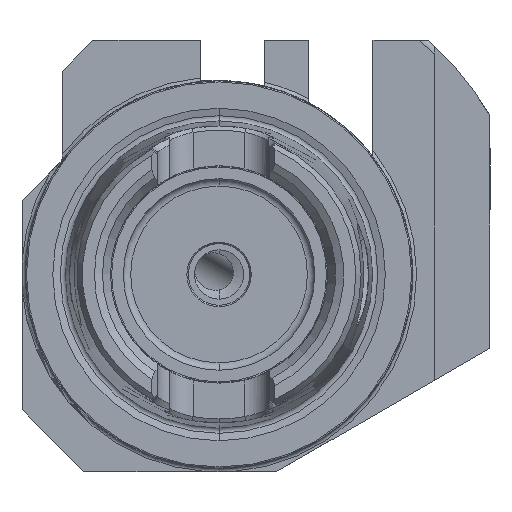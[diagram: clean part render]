
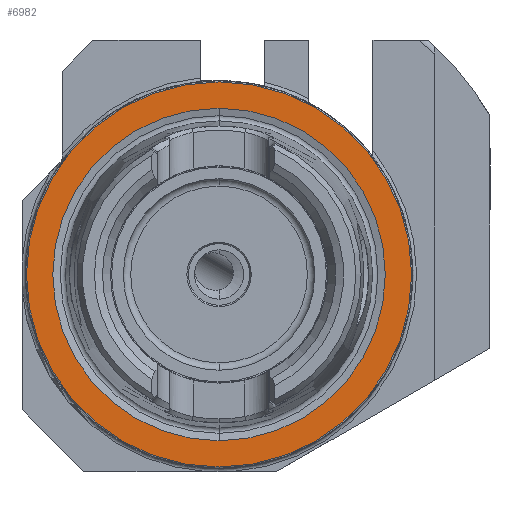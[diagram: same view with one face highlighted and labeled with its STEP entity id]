
A CAD part, left-side view. The second image highlights one B-rep face of the part: STEP entity #6982.
In plain terms, the highlighted planar face has unit normal (-1, 0, 0).
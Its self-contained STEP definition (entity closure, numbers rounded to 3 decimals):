
#128 = VERTEX_POINT ( 'NONE', #9986 ) ;
#408 = FACE_BOUND ( 'NONE', #9581, .T. ) ;
#440 = EDGE_CURVE ( 'NONE', #5552, #5843, #10611, .T. ) ;
#1137 = DIRECTION ( 'NONE',  ( 0., 0., -1. ) ) ;
#1316 = CARTESIAN_POINT ( 'NONE',  ( 0., 0., 0. ) ) ;
#1647 = DIRECTION ( 'NONE',  ( 0., 0., 1. ) ) ;
#1798 = AXIS2_PLACEMENT_3D ( 'NONE', #4750, #4487, #11612 ) ;
#1921 = EDGE_CURVE ( 'NONE', #128, #6000, #9340, .T. ) ;
#1946 = CARTESIAN_POINT ( 'NONE',  ( 0., 0., -27. ) ) ;
#2059 = ORIENTED_EDGE ( 'NONE', *, *, #10789, .T. ) ;
#2103 = CARTESIAN_POINT ( 'NONE',  ( 0., 31.275, 0. ) ) ;
#2114 = CARTESIAN_POINT ( 'NONE',  ( 0., 0., -31.275 ) ) ;
#2277 = ORIENTED_EDGE ( 'NONE', *, *, #1921, .F. ) ;
#4487 = DIRECTION ( 'NONE',  ( -1., 0., 0. ) ) ;
#4539 = AXIS2_PLACEMENT_3D ( 'NONE', #4878, #11270, #5804 ) ;
#4750 = CARTESIAN_POINT ( 'NONE',  ( 0., 0., 0. ) ) ;
#4878 = CARTESIAN_POINT ( 'NONE',  ( 0., 0., 0. ) ) ;
#4879 = CARTESIAN_POINT ( 'NONE',  ( 0., 0., 31.275 ) ) ;
#5086 = CARTESIAN_POINT ( 'NONE',  ( 0., 0., 0. ) ) ;
#5552 = VERTEX_POINT ( 'NONE', #2114 ) ;
#5596 = CIRCLE ( 'NONE', #11231, 31.275 ) ;
#5637 = ORIENTED_EDGE ( 'NONE', *, *, #8785, .F. ) ;
#5804 = DIRECTION ( 'NONE',  ( 0., 0., 1. ) ) ;
#5843 = VERTEX_POINT ( 'NONE', #4879 ) ;
#5959 = PLANE ( 'NONE',  #8110 ) ;
#6000 = VERTEX_POINT ( 'NONE', #1946 ) ;
#6035 = DIRECTION ( 'NONE',  ( 0., 0., 1. ) ) ;
#6256 = CIRCLE ( 'NONE', #4539, 27. ) ;
#6982 = ADVANCED_FACE ( 'NONE', ( #408, #9544 ), #5959, .F. ) ;
#7048 = ORIENTED_EDGE ( 'NONE', *, *, #440, .T. ) ;
#8110 = AXIS2_PLACEMENT_3D ( 'NONE', #2103, #8473, #1137 ) ;
#8473 = DIRECTION ( 'NONE',  ( 1., 0., 0. ) ) ;
#8785 = EDGE_CURVE ( 'NONE', #6000, #128, #6256, .T. ) ;
#9340 = CIRCLE ( 'NONE', #10937, 27. ) ;
#9544 = FACE_OUTER_BOUND ( 'NONE', #10911, .T. ) ;
#9581 = EDGE_LOOP ( 'NONE', ( #2277, #5637 ) ) ;
#9986 = CARTESIAN_POINT ( 'NONE',  ( 0., 0., 27. ) ) ;
#9992 = DIRECTION ( 'NONE',  ( -1., 0., 0. ) ) ;
#10611 = CIRCLE ( 'NONE', #1798, 31.275 ) ;
#10789 = EDGE_CURVE ( 'NONE', #5843, #5552, #5596, .T. ) ;
#10911 = EDGE_LOOP ( 'NONE', ( #2059, #7048 ) ) ;
#10937 = AXIS2_PLACEMENT_3D ( 'NONE', #1316, #9992, #1647 ) ;
#11231 = AXIS2_PLACEMENT_3D ( 'NONE', #5086, #11487, #6035 ) ;
#11270 = DIRECTION ( 'NONE',  ( -1., 0., 0. ) ) ;
#11487 = DIRECTION ( 'NONE',  ( -1., 0., 0. ) ) ;
#11612 = DIRECTION ( 'NONE',  ( 0., 0., 1. ) ) ;
